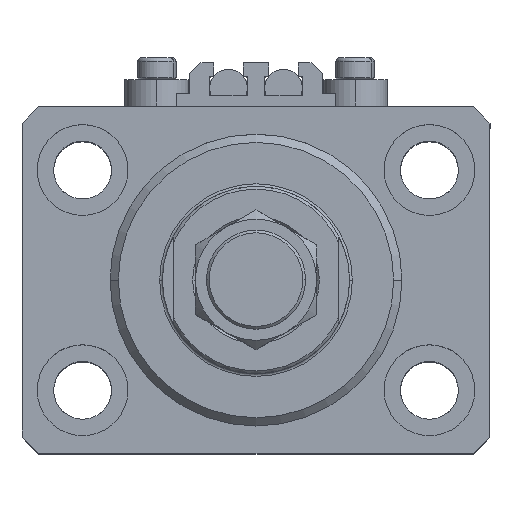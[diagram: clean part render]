
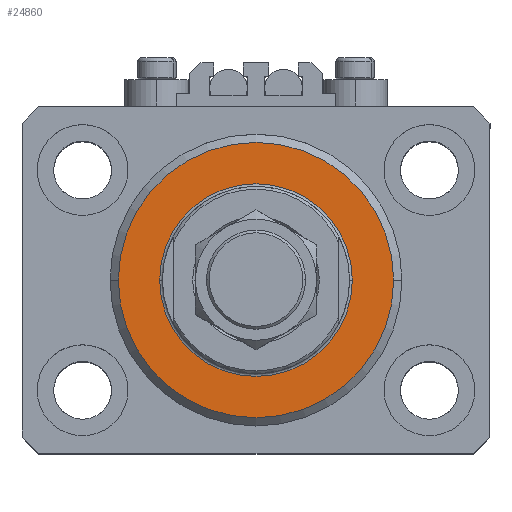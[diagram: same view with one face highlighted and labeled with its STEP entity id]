
A CAD part, top view. The second image highlights one B-rep face of the part: STEP entity #24860.
In plain terms, the highlighted face is planar.
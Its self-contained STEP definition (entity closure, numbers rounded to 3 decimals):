
#3775 = ORIENTED_EDGE ( 'NONE', *, *, #43551, .T. ) ;
#5959 = ORIENTED_EDGE ( 'NONE', *, *, #12839, .T. ) ;
#7052 = FACE_OUTER_BOUND ( 'NONE', #43335, .T. ) ;
#7357 = CARTESIAN_POINT ( 'NONE',  ( 17.5, 0., 0. ) ) ;
#7396 = DIRECTION ( 'NONE',  ( 0., 0., -1. ) ) ;
#8844 = DIRECTION ( 'NONE',  ( 0., 0., -1. ) ) ;
#9662 = AXIS2_PLACEMENT_3D ( 'NONE', #27357, #8844, #44063 ) ;
#9844 = CIRCLE ( 'NONE', #10670, 17.5 ) ;
#9852 = DIRECTION ( 'NONE',  ( 0., 0., 1. ) ) ;
#10670 = AXIS2_PLACEMENT_3D ( 'NONE', #16727, #9852, #32681 ) ;
#10733 = CARTESIAN_POINT ( 'NONE',  ( -25., 0., 0. ) ) ;
#11295 = ORIENTED_EDGE ( 'NONE', *, *, #33693, .T. ) ;
#11348 = FACE_BOUND ( 'NONE', #14473, .T. ) ;
#11473 = CARTESIAN_POINT ( 'NONE',  ( 0., 0., 0. ) ) ;
#11779 = AXIS2_PLACEMENT_3D ( 'NONE', #50110, #45293, #34909 ) ;
#12720 = AXIS2_PLACEMENT_3D ( 'NONE', #18553, #7396, #30207 ) ;
#12839 = EDGE_CURVE ( 'NONE', #37235, #18298, #9844, .T. ) ;
#14473 = EDGE_LOOP ( 'NONE', ( #3775, #5959 ) ) ;
#16727 = CARTESIAN_POINT ( 'NONE',  ( 0., 0., 0. ) ) ;
#18298 = VERTEX_POINT ( 'NONE', #7357 ) ;
#18553 = CARTESIAN_POINT ( 'NONE',  ( 0., 0., 0. ) ) ;
#22509 = PLANE ( 'NONE',  #11779 ) ;
#24860 = ADVANCED_FACE ( 'NONE', ( #11348, #7052 ), #22509, .F. ) ;
#25254 = CARTESIAN_POINT ( 'NONE',  ( 25., 0., 0. ) ) ;
#26079 = CARTESIAN_POINT ( 'NONE',  ( -17.5, 0., 0. ) ) ;
#27357 = CARTESIAN_POINT ( 'NONE',  ( 0., 0., 0. ) ) ;
#27474 = EDGE_CURVE ( 'NONE', #46558, #49982, #41025, .T. ) ;
#30207 = DIRECTION ( 'NONE',  ( 1., 0., 0. ) ) ;
#32681 = DIRECTION ( 'NONE',  ( 1., 0., 0. ) ) ;
#33379 = AXIS2_PLACEMENT_3D ( 'NONE', #11473, #45415, #41869 ) ;
#33693 = EDGE_CURVE ( 'NONE', #49982, #46558, #34758, .T. ) ;
#34758 = CIRCLE ( 'NONE', #9662, 25. ) ;
#34909 = DIRECTION ( 'NONE',  ( 1., 0., 0. ) ) ;
#36123 = ORIENTED_EDGE ( 'NONE', *, *, #27474, .T. ) ;
#37235 = VERTEX_POINT ( 'NONE', #26079 ) ;
#41025 = CIRCLE ( 'NONE', #12720, 25. ) ;
#41869 = DIRECTION ( 'NONE',  ( 1., 0., 0. ) ) ;
#43335 = EDGE_LOOP ( 'NONE', ( #11295, #36123 ) ) ;
#43551 = EDGE_CURVE ( 'NONE', #18298, #37235, #47121, .T. ) ;
#44063 = DIRECTION ( 'NONE',  ( 1., 0., 0. ) ) ;
#45293 = DIRECTION ( 'NONE',  ( 0., 0., 1. ) ) ;
#45415 = DIRECTION ( 'NONE',  ( 0., 0., 1. ) ) ;
#46558 = VERTEX_POINT ( 'NONE', #10733 ) ;
#47121 = CIRCLE ( 'NONE', #33379, 17.5 ) ;
#49982 = VERTEX_POINT ( 'NONE', #25254 ) ;
#50110 = CARTESIAN_POINT ( 'NONE',  ( 0., 0., 0. ) ) ;
